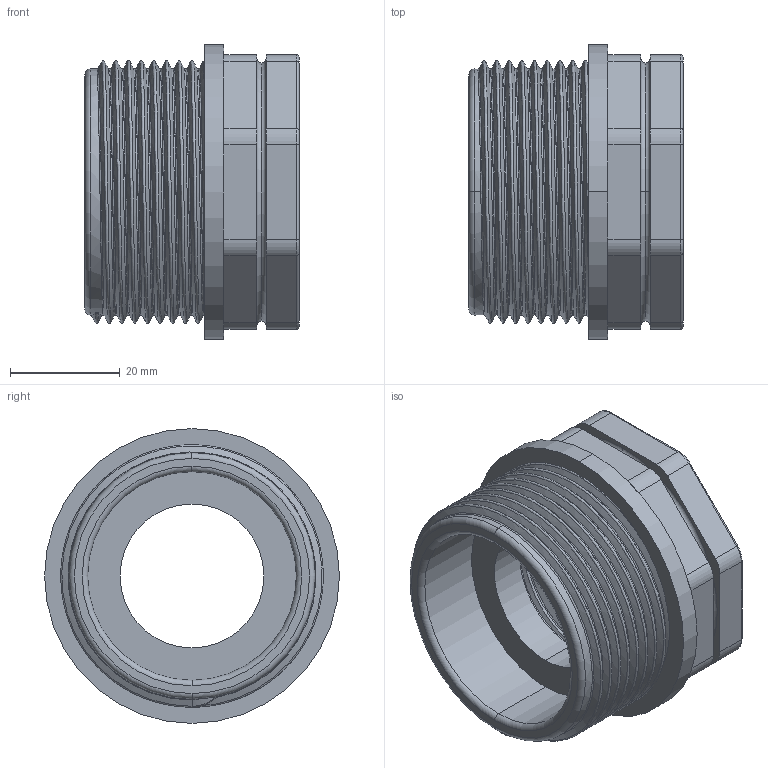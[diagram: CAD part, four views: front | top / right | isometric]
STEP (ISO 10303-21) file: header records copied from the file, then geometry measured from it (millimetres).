
FILE_DESCRIPTION (( 'STEP AP203' ), '1' );
FILE_NAME ('00234_1107.STEP', '2017-05-17T14:05:10', ( '' ), ( '' ), 'SwSTEP 2.0', 'SolidWorks 2011', '' );
FILE_SCHEMA (( 'CONFIG_CONTROL_DESIGN' ));
Length unit declared in the file: millimetre
Products named in the file (1): 00234_1107
Bounding box: 39 x 53.7 x 53.7 mm (x, y, z)
Volume: 38427.6 mm3; surface area: 16870 mm2
Topology: 1 solids, 1 shells, 130 faces, 327 edges, 205 vertices
Faces by surface type: cylinder 66, torus 26, plane 24, bspline 10, cone 4
Entity records: 11298 total; most frequent: CARTESIAN_POINT 8314, ORIENTED_EDGE 654, DIRECTION 588, EDGE_CURVE 327, AXIS2_PLACEMENT_3D 236, VERTEX_POINT 205, EDGE_LOOP 138, FACE_OUTER_BOUND 130
